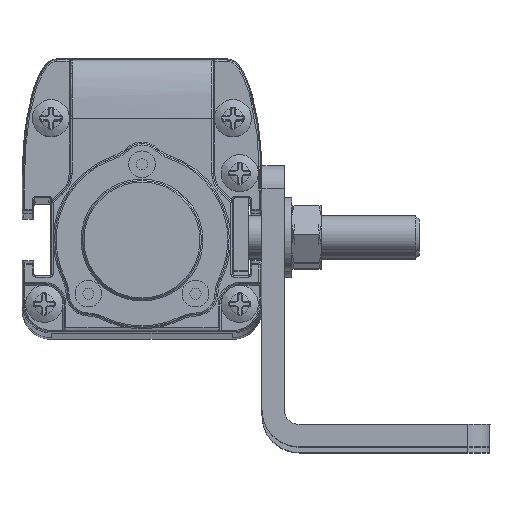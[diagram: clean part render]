
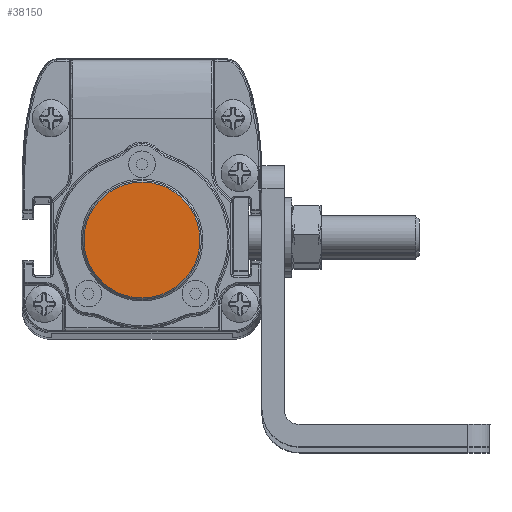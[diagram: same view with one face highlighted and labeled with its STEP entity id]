
A CAD part, top view. The second image highlights one B-rep face of the part: STEP entity #38150.
In plain terms, the highlighted planar face has unit normal (0, 0, 1).
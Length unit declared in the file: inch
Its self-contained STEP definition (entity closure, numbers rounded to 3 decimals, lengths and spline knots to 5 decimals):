
#3255 = CARTESIAN_POINT ( 'NONE',  ( 0., 0.30709, 15.07583 ) ) ;
#4235 = CARTESIAN_POINT ( 'NONE',  ( -0.29909, -0.08038, 15.07583 ) ) ;
#6799 = ORIENTED_EDGE ( 'NONE', *, *, #72219, .F. ) ;
#9794 = B_SPLINE_CURVE_WITH_KNOTS ( 'NONE', 3,
 ( #47605, #78425, #48241, #10975, #84884, #18727, #26187, #4235, #55736, #62916, #78102, #34038, #92390, #33700, #18413, #41121, #93023, #3255 ),
 .UNSPECIFIED., .F., .F.,
 ( 4, 2, 2, 2, 2, 2, 2, 2, 4 ),
 ( 0., 0.125, 0.25, 0.375, 0.5, 0.625, 0.75, 0.875, 1. ),
 .UNSPECIFIED. ) ;
#10975 = CARTESIAN_POINT ( 'NONE',  ( -0.15465, -0.26833, 15.07583 ) ) ;
#14201 = CARTESIAN_POINT ( 'NONE',  ( 0.24557, 0.18872, 15.07583 ) ) ;
#15471 = CARTESIAN_POINT ( 'NONE',  ( 0.24557, -0.18872, 15.07583 ) ) ;
#18413 = CARTESIAN_POINT ( 'NONE',  ( -0.15465, 0.26833, 15.07583 ) ) ;
#18727 = CARTESIAN_POINT ( 'NONE',  ( -0.24557, -0.18872, 15.07583 ) ) ;
#20087 = CARTESIAN_POINT ( 'NONE',  ( 0.29909, 0.08038, 15.07583 ) ) ;
#21035 = CARTESIAN_POINT ( 'NONE',  ( 0.08038, 0.29909, 15.07583 ) ) ;
#26187 = CARTESIAN_POINT ( 'NONE',  ( -0.26833, -0.15465, 15.07583 ) ) ;
#27557 = DIRECTION ( 'NONE',  ( 1., 0., 0. ) ) ;
#28491 = DIRECTION ( 'NONE',  ( 0., 0., 1. ) ) ;
#33700 = CARTESIAN_POINT ( 'NONE',  ( -0.18872, 0.24557, 15.07583 ) ) ;
#34038 = CARTESIAN_POINT ( 'NONE',  ( -0.26833, 0.15465, 15.07583 ) ) ;
#35802 = AXIS2_PLACEMENT_3D ( 'NONE', #73001, #28491, #27557 ) ;
#36669 = CARTESIAN_POINT ( 'NONE',  ( 0.29909, -0.08038, 15.07583 ) ) ;
#38150 = ADVANCED_FACE ( 'NONE', ( #77937 ), #42487, .T. ) ;
#41121 = CARTESIAN_POINT ( 'NONE',  ( -0.08038, 0.29909, 15.07583 ) ) ;
#42487 = PLANE ( 'NONE',  #35802 ) ;
#42792 = CARTESIAN_POINT ( 'NONE',  ( 0.18872, 0.24557, 15.07583 ) ) ;
#43094 = CARTESIAN_POINT ( 'NONE',  ( 0., 0.30709, 15.07583 ) ) ;
#44239 = VERTEX_POINT ( 'NONE', #79139 ) ;
#44339 = CARTESIAN_POINT ( 'NONE',  ( 0.30709, 0.0402, 15.07583 ) ) ;
#44824 = B_SPLINE_CURVE_WITH_KNOTS ( 'NONE', 3,
 ( #43094, #88161, #21035, #58693, #42792, #14201, #50220, #20087, #44339, #67443, #36669, #89753, #15471, #95959, #88486, #60340, #67122, #74874 ),
 .UNSPECIFIED., .F., .F.,
 ( 4, 2, 2, 2, 2, 2, 2, 2, 4 ),
 ( 0., 0.125, 0.25, 0.375, 0.5, 0.625, 0.75, 0.875, 1. ),
 .UNSPECIFIED. ) ;
#47605 = CARTESIAN_POINT ( 'NONE',  ( 0., -0.30709, 15.07583 ) ) ;
#48241 = CARTESIAN_POINT ( 'NONE',  ( -0.08038, -0.29909, 15.07583 ) ) ;
#50220 = CARTESIAN_POINT ( 'NONE',  ( 0.26833, 0.15465, 15.07583 ) ) ;
#55736 = CARTESIAN_POINT ( 'NONE',  ( -0.30709, -0.0402, 15.07583 ) ) ;
#57781 = CARTESIAN_POINT ( 'NONE',  ( 0., 0.30709, 15.07583 ) ) ;
#58279 = ORIENTED_EDGE ( 'NONE', *, *, #87481, .F. ) ;
#58693 = CARTESIAN_POINT ( 'NONE',  ( 0.15465, 0.26833, 15.07583 ) ) ;
#60340 = CARTESIAN_POINT ( 'NONE',  ( 0.08038, -0.29909, 15.07583 ) ) ;
#62916 = CARTESIAN_POINT ( 'NONE',  ( -0.30709, 0.0402, 15.07583 ) ) ;
#67122 = CARTESIAN_POINT ( 'NONE',  ( 0.0402, -0.30709, 15.07583 ) ) ;
#67443 = CARTESIAN_POINT ( 'NONE',  ( 0.30709, -0.0402, 15.07583 ) ) ;
#72219 = EDGE_CURVE ( 'NONE', #75823, #44239, #44824, .T. ) ;
#73001 = CARTESIAN_POINT ( 'NONE',  ( -0.61417, -0.53189, 15.07583 ) ) ;
#73768 = EDGE_LOOP ( 'NONE', ( #6799, #58279 ) ) ;
#74874 = CARTESIAN_POINT ( 'NONE',  ( 0., -0.30709, 15.07583 ) ) ;
#75823 = VERTEX_POINT ( 'NONE', #57781 ) ;
#77937 = FACE_OUTER_BOUND ( 'NONE', #73768, .T. ) ;
#78102 = CARTESIAN_POINT ( 'NONE',  ( -0.29909, 0.08038, 15.07583 ) ) ;
#78425 = CARTESIAN_POINT ( 'NONE',  ( -0.0402, -0.30709, 15.07583 ) ) ;
#79139 = CARTESIAN_POINT ( 'NONE',  ( 0., -0.30709, 15.07583 ) ) ;
#84884 = CARTESIAN_POINT ( 'NONE',  ( -0.18872, -0.24557, 15.07583 ) ) ;
#87481 = EDGE_CURVE ( 'NONE', #44239, #75823, #9794, .T. ) ;
#88161 = CARTESIAN_POINT ( 'NONE',  ( 0.0402, 0.30709, 15.07583 ) ) ;
#88486 = CARTESIAN_POINT ( 'NONE',  ( 0.15465, -0.26833, 15.07583 ) ) ;
#89753 = CARTESIAN_POINT ( 'NONE',  ( 0.26833, -0.15465, 15.07583 ) ) ;
#92390 = CARTESIAN_POINT ( 'NONE',  ( -0.24557, 0.18872, 15.07583 ) ) ;
#93023 = CARTESIAN_POINT ( 'NONE',  ( -0.0402, 0.30709, 15.07583 ) ) ;
#95959 = CARTESIAN_POINT ( 'NONE',  ( 0.18872, -0.24557, 15.07583 ) ) ;
